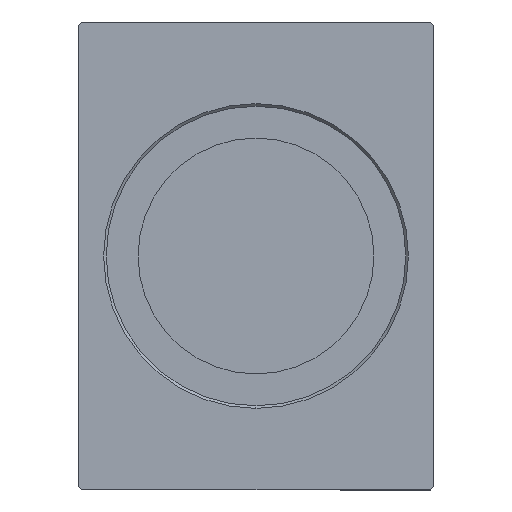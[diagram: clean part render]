
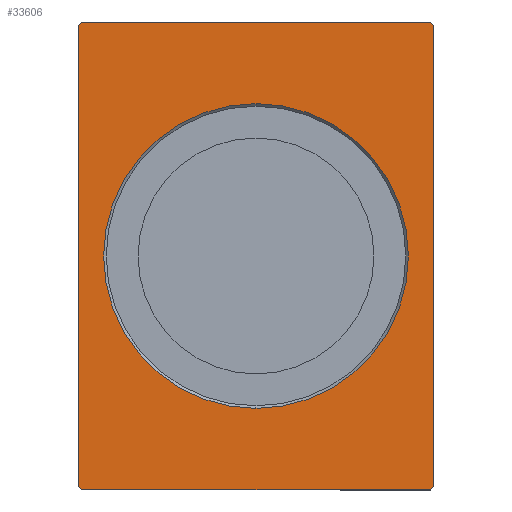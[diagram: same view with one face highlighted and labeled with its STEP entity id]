
A CAD part, left-side view. The second image highlights one B-rep face of the part: STEP entity #33606.
In plain terms, the highlighted planar face has unit normal (-1, 0, 0).
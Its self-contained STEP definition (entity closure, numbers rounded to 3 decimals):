
#1345 = FACE_BOUND ( 'NONE', #13223, .T. ) ;
#1443 = LINE ( 'NONE', #18213, #34223 ) ;
#1450 = ORIENTED_EDGE ( 'NONE', *, *, #25522, .F. ) ;
#1631 = VERTEX_POINT ( 'NONE', #9072 ) ;
#1747 = VERTEX_POINT ( 'NONE', #24714 ) ;
#2025 = EDGE_CURVE ( 'NONE', #7866, #26433, #37387, .T. ) ;
#2106 = DIRECTION ( 'NONE',  ( 0., 0., -1. ) ) ;
#2245 = CIRCLE ( 'NONE', #30047, 40.7 ) ;
#2625 = CARTESIAN_POINT ( 'NONE',  ( 0., 46.5, -62.5 ) ) ;
#3511 = CARTESIAN_POINT ( 'NONE',  ( 0., 46.5, -62.5 ) ) ;
#3827 = LINE ( 'NONE', #19966, #36668 ) ;
#4612 = LINE ( 'NONE', #2625, #24526 ) ;
#4804 = ORIENTED_EDGE ( 'NONE', *, *, #41396, .F. ) ;
#4833 = LINE ( 'NONE', #7371, #14308 ) ;
#6453 = CARTESIAN_POINT ( 'NONE',  ( 0., -46.5, 62.5 ) ) ;
#6879 = DIRECTION ( 'NONE',  ( 1., 0., 0. ) ) ;
#7366 = CARTESIAN_POINT ( 'NONE',  ( 0., 47.5, -61.5 ) ) ;
#7371 = CARTESIAN_POINT ( 'NONE',  ( 0., 47.5, -61.5 ) ) ;
#7771 = ORIENTED_EDGE ( 'NONE', *, *, #31369, .T. ) ;
#7866 = VERTEX_POINT ( 'NONE', #6453 ) ;
#8454 = VERTEX_POINT ( 'NONE', #28257 ) ;
#8955 = ORIENTED_EDGE ( 'NONE', *, *, #30026, .T. ) ;
#9072 = CARTESIAN_POINT ( 'NONE',  ( 0., 47.5, 61.5 ) ) ;
#10400 = ORIENTED_EDGE ( 'NONE', *, *, #24994, .F. ) ;
#11009 = DIRECTION ( 'NONE',  ( 0., -0.707, 0.707 ) ) ;
#12599 = VECTOR ( 'NONE', #11009, 1000. ) ;
#13223 = EDGE_LOOP ( 'NONE', ( #8955, #7771 ) ) ;
#13267 = EDGE_CURVE ( 'NONE', #40235, #30675, #4612, .T. ) ;
#14027 = DIRECTION ( 'NONE',  ( 0., -0.707, -0.707 ) ) ;
#14308 = VECTOR ( 'NONE', #23736, 1000. ) ;
#15225 = ORIENTED_EDGE ( 'NONE', *, *, #36864, .F. ) ;
#15248 = LINE ( 'NONE', #40102, #12599 ) ;
#16019 = ORIENTED_EDGE ( 'NONE', *, *, #39729, .F. ) ;
#16108 = EDGE_CURVE ( 'NONE', #8454, #40235, #28683, .T. ) ;
#16620 = VERTEX_POINT ( 'NONE', #25665 ) ;
#17527 = CARTESIAN_POINT ( 'NONE',  ( 0., 0., 0. ) ) ;
#18213 = CARTESIAN_POINT ( 'NONE',  ( 0., -47.5, -61.5 ) ) ;
#19844 = DIRECTION ( 'NONE',  ( 0., 0., -1. ) ) ;
#19966 = CARTESIAN_POINT ( 'NONE',  ( 0., -47.5, 61.5 ) ) ;
#20161 = DIRECTION ( 'NONE',  ( 0., -1., 0. ) ) ;
#20623 = AXIS2_PLACEMENT_3D ( 'NONE', #39801, #6879, #19844 ) ;
#20805 = LINE ( 'NONE', #21015, #41735 ) ;
#21015 = CARTESIAN_POINT ( 'NONE',  ( 0., 46.5, 62.5 ) ) ;
#21638 = CARTESIAN_POINT ( 'NONE',  ( 0., 46.5, 62.5 ) ) ;
#21965 = DIRECTION ( 'NONE',  ( 0., 0.707, 0.707 ) ) ;
#22092 = DIRECTION ( 'NONE',  ( 0., 1., 0. ) ) ;
#22551 = EDGE_LOOP ( 'NONE', ( #4804, #1450, #38535, #28089, #15225, #10400, #31982, #16019 ) ) ;
#23736 = DIRECTION ( 'NONE',  ( 0., 0., 1. ) ) ;
#24124 = DIRECTION ( 'NONE',  ( 0., 0., -1. ) ) ;
#24181 = DIRECTION ( 'NONE',  ( 0., 0.707, -0.707 ) ) ;
#24487 = VERTEX_POINT ( 'NONE', #41724 ) ;
#24526 = VECTOR ( 'NONE', #21965, 1000. ) ;
#24714 = CARTESIAN_POINT ( 'NONE',  ( 0., 0., 40.7 ) ) ;
#24994 = EDGE_CURVE ( 'NONE', #26433, #24487, #3827, .T. ) ;
#25522 = EDGE_CURVE ( 'NONE', #30675, #1631, #4833, .T. ) ;
#25665 = CARTESIAN_POINT ( 'NONE',  ( 0., 0., -40.7 ) ) ;
#26433 = VERTEX_POINT ( 'NONE', #37324 ) ;
#26852 = PLANE ( 'NONE',  #20623 ) ;
#28089 = ORIENTED_EDGE ( 'NONE', *, *, #16108, .F. ) ;
#28257 = CARTESIAN_POINT ( 'NONE',  ( 0., -46.5, -62.5 ) ) ;
#28393 = VECTOR ( 'NONE', #14027, 1000. ) ;
#28683 = LINE ( 'NONE', #34414, #35046 ) ;
#30015 = CIRCLE ( 'NONE', #36791, 40.7 ) ;
#30026 = EDGE_CURVE ( 'NONE', #1747, #16620, #30015, .T. ) ;
#30047 = AXIS2_PLACEMENT_3D ( 'NONE', #31206, #34591, #2106 ) ;
#30387 = CARTESIAN_POINT ( 'NONE',  ( 0., -46.5, 62.5 ) ) ;
#30675 = VERTEX_POINT ( 'NONE', #7366 ) ;
#31206 = CARTESIAN_POINT ( 'NONE',  ( 0., 0., 0. ) ) ;
#31369 = EDGE_CURVE ( 'NONE', #16620, #1747, #2245, .T. ) ;
#31982 = ORIENTED_EDGE ( 'NONE', *, *, #2025, .F. ) ;
#33606 = ADVANCED_FACE ( 'NONE', ( #1345, #36809 ), #26852, .F. ) ;
#34223 = VECTOR ( 'NONE', #24181, 1000. ) ;
#34414 = CARTESIAN_POINT ( 'NONE',  ( 0., -46.5, -62.5 ) ) ;
#34591 = DIRECTION ( 'NONE',  ( 1., 0., 0. ) ) ;
#34860 = VERTEX_POINT ( 'NONE', #21638 ) ;
#35046 = VECTOR ( 'NONE', #22092, 1000. ) ;
#36668 = VECTOR ( 'NONE', #39719, 1000. ) ;
#36791 = AXIS2_PLACEMENT_3D ( 'NONE', #17527, #40461, #24124 ) ;
#36809 = FACE_OUTER_BOUND ( 'NONE', #22551, .T. ) ;
#36864 = EDGE_CURVE ( 'NONE', #24487, #8454, #1443, .T. ) ;
#37324 = CARTESIAN_POINT ( 'NONE',  ( 0., -47.5, 61.5 ) ) ;
#37387 = LINE ( 'NONE', #30387, #28393 ) ;
#38535 = ORIENTED_EDGE ( 'NONE', *, *, #13267, .F. ) ;
#39719 = DIRECTION ( 'NONE',  ( 0., 0., -1. ) ) ;
#39729 = EDGE_CURVE ( 'NONE', #34860, #7866, #20805, .T. ) ;
#39801 = CARTESIAN_POINT ( 'NONE',  ( 0., 0., 0. ) ) ;
#40102 = CARTESIAN_POINT ( 'NONE',  ( 0., 47.5, 61.5 ) ) ;
#40235 = VERTEX_POINT ( 'NONE', #3511 ) ;
#40461 = DIRECTION ( 'NONE',  ( 1., 0., 0. ) ) ;
#41396 = EDGE_CURVE ( 'NONE', #1631, #34860, #15248, .T. ) ;
#41724 = CARTESIAN_POINT ( 'NONE',  ( 0., -47.5, -61.5 ) ) ;
#41735 = VECTOR ( 'NONE', #20161, 1000. ) ;
